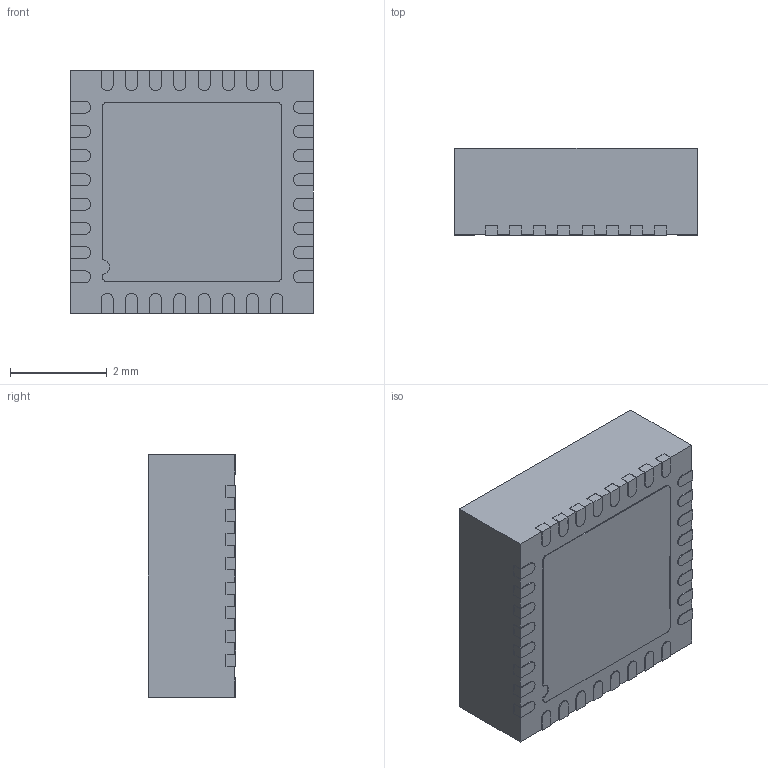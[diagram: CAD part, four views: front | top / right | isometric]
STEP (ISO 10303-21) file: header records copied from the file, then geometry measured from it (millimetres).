
FILE_DESCRIPTION (( 'STEP AP214' ), '1' );
FILE_NAME ('User Library-LFCSP-32_CP-32-26.STEP', '2020-10-02T07:20:01', ( '' ), ( '' ), 'SwSTEP 2.0', 'SolidWorks 2020', '' );
FILE_SCHEMA (( 'AUTOMOTIVE_DESIGN' ));
Length unit declared in the file: millimetre
Products named in the file (1): User Library-LFCSP-32_CP-32-26
Bounding box: 5.02 x 1.8 x 5.02 mm (x, y, z)
Volume: 44.8 mm3; surface area: 87 mm2
Topology: 1 solids, 1 shells, 220 faces, 648 edges, 432 vertices
Faces by surface type: plane 173, cylinder 47
Entity records: 9654 total; most frequent: CARTESIAN_POINT 1301, ORIENTED_EDGE 1296, DIRECTION 1184, EDGE_CURVE 648, LINE 554, VECTOR 554, VERTEX_POINT 432, AXIS2_PLACEMENT_3D 315
